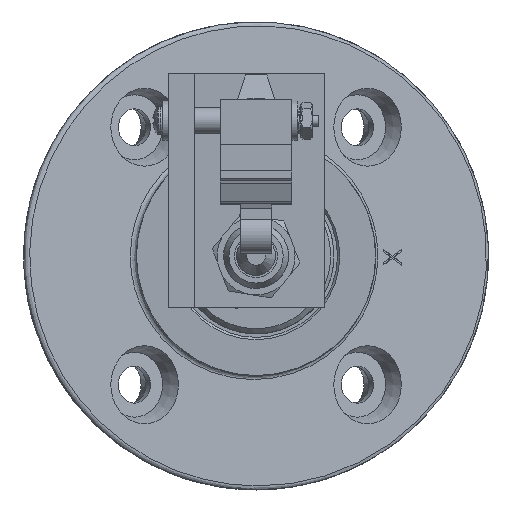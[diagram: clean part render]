
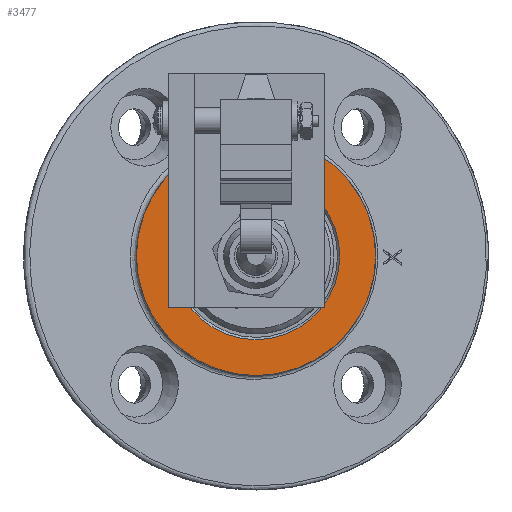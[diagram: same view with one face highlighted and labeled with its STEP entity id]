
A CAD part, front view. The second image highlights one B-rep face of the part: STEP entity #3477.
In plain terms, the highlighted planar face has unit normal (0, -1, 0).
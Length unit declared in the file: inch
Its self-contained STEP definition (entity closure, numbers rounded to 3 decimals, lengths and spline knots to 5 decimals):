
#78 = CIRCLE ( 'NONE', #91179, 1.15 ) ;
#3477 = ADVANCED_FACE ( 'NONE', ( #61559, #54006 ), #15468, .T. ) ;
#10427 = DIRECTION ( 'NONE',  ( 0., 0., 1. ) ) ;
#15468 = PLANE ( 'NONE',  #62065 ) ;
#15956 = DIRECTION ( 'NONE',  ( 0., 1., 0. ) ) ;
#18472 = CARTESIAN_POINT ( 'NONE',  ( 1.15, 0., 0. ) ) ;
#27162 = VERTEX_POINT ( 'NONE', #63732 ) ;
#34637 = DIRECTION ( 'NONE',  ( 0., -1., 0. ) ) ;
#41931 = ORIENTED_EDGE ( 'NONE', *, *, #88545, .T. ) ;
#47511 = EDGE_CURVE ( 'NONE', #27162, #27162, #96941, .T. ) ;
#50561 = EDGE_LOOP ( 'NONE', ( #62474 ) ) ;
#52455 = EDGE_LOOP ( 'NONE', ( #41931 ) ) ;
#54006 = FACE_BOUND ( 'NONE', #50561, .T. ) ;
#56084 = CARTESIAN_POINT ( 'NONE',  ( 0., 0., 0. ) ) ;
#60630 = VERTEX_POINT ( 'NONE', #62130 ) ;
#61559 = FACE_OUTER_BOUND ( 'NONE', #52455, .T. ) ;
#62039 = CARTESIAN_POINT ( 'NONE',  ( 0., 0., 0. ) ) ;
#62065 = AXIS2_PLACEMENT_3D ( 'NONE', #18472, #71565, #93503 ) ;
#62130 = CARTESIAN_POINT ( 'NONE',  ( 0., 0., -1.15 ) ) ;
#62474 = ORIENTED_EDGE ( 'NONE', *, *, #47511, .T. ) ;
#63626 = DIRECTION ( 'NONE',  ( 0., 0., -1. ) ) ;
#63732 = CARTESIAN_POINT ( 'NONE',  ( 0., 0., 0.805 ) ) ;
#71565 = DIRECTION ( 'NONE',  ( 0., -1., 0. ) ) ;
#88545 = EDGE_CURVE ( 'NONE', #60630, #60630, #78, .T. ) ;
#90570 = AXIS2_PLACEMENT_3D ( 'NONE', #62039, #15956, #10427 ) ;
#91179 = AXIS2_PLACEMENT_3D ( 'NONE', #56084, #34637, #63626 ) ;
#93503 = DIRECTION ( 'NONE',  ( 0., 0., -1. ) ) ;
#96941 = CIRCLE ( 'NONE', #90570, 0.805 ) ;
